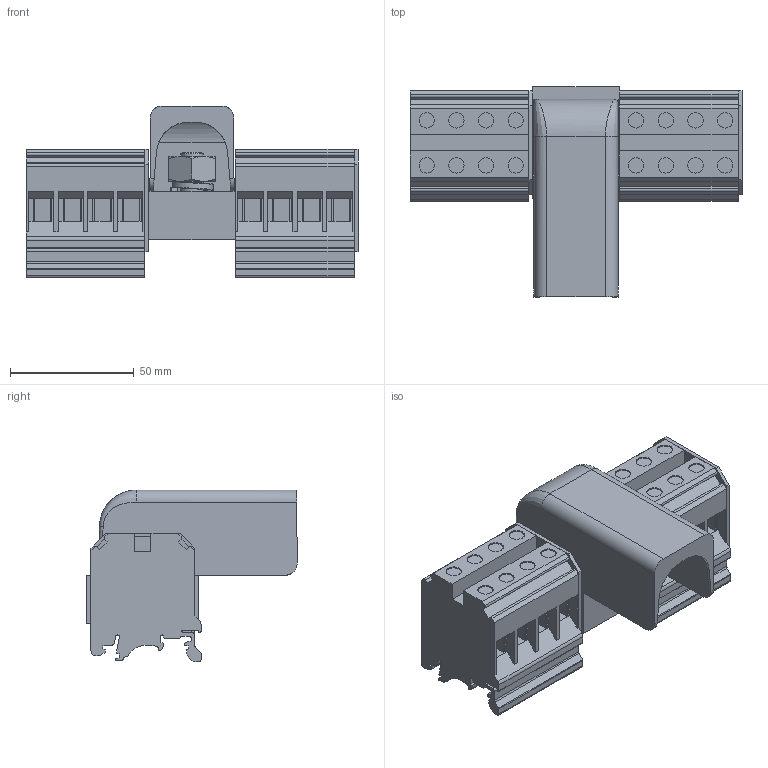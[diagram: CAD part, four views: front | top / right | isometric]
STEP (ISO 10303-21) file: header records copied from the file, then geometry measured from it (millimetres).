
FILE_DESCRIPTION(/* description */ ('Unknown'),/* implementation_level */ '2;1');
FILE_NAME(/* name */ 'DBK150-16-1X8_GY_3D',/* time_stamp */ '2019-10-21T13:55:27+05:00',/* author */ ('Unknown'),/* organization */ ('Unknown'),/* preprocessor_version */ 'ST-DEVELOPER v16.7',/* originating_system */ 'DEX',/* authorisation */ $);
FILE_SCHEMA (('AUTOMOTIVE_DESIGN {1 0 10303 214 3 1 1}'));
Length unit declared in the file: millimetre
Products named in the file (1): DBK150-16-1X8
Bounding box: 134.2 x 84.98 x 69.5 mm (x, y, z)
Volume: 206463.4 mm3; surface area: 74723 mm2
Topology: 1 solids, 1 shells, 605 faces, 1665 edges, 1098 vertices
Faces by surface type: plane 468, cylinder 106, bspline 18, cone 13
Full cylindrical faces by diameter (mm): 2 x4, 6.2 x16, 8.999 x3
Entity records: 24437 total; most frequent: CARTESIAN_POINT 4942, ORIENTED_EDGE 3266, DIRECTION 2937, EDGE_CURVE 1633, LINE 1317, VECTOR 1317, VERTEX_POINT 1092, AXIS2_PLACEMENT_3D 810
